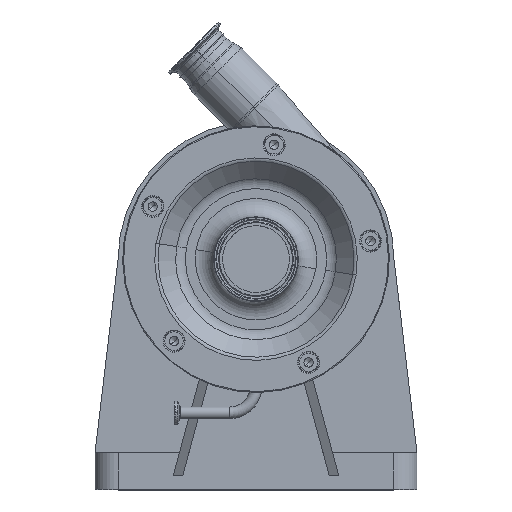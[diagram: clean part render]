
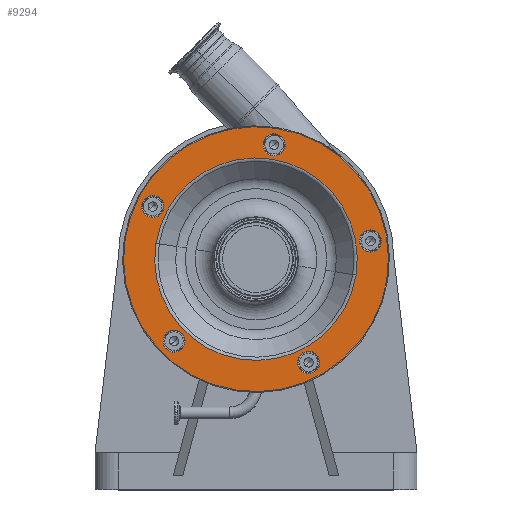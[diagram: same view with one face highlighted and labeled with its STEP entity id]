
A CAD part, top view. The second image highlights one B-rep face of the part: STEP entity #9294.
In plain terms, the highlighted planar face has unit normal (0, 0, 1).
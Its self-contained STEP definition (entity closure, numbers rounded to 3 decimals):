
#56 = ORIENTED_EDGE ( 'NONE', *, *, #8895, .F. ) ;
#59 = CARTESIAN_POINT ( 'NONE',  ( -100.948, -87.218, 294.5 ) ) ;
#71 = VERTEX_POINT ( 'NONE', #552 ) ;
#226 = DIRECTION ( 'NONE',  ( 0., 0., 1. ) ) ;
#552 = CARTESIAN_POINT ( 'NONE',  ( 69.055, -114.144, 294.5 ) ) ;
#645 = DIRECTION ( 'NONE',  ( 0., 0., 1. ) ) ;
#1073 = EDGE_CURVE ( 'NONE', #10015, #15933, #3603, .T. ) ;
#1267 = FACE_BOUND ( 'NONE', #14816, .T. ) ;
#1408 = AXIS2_PLACEMENT_3D ( 'NONE', #3795, #13407, #15365 ) ;
#1696 = DIRECTION ( 'NONE',  ( 0., 0., 1. ) ) ;
#1769 = AXIS2_PLACEMENT_3D ( 'NONE', #9600, #1696, #8304 ) ;
#2119 = CARTESIAN_POINT ( 'NONE',  ( -142.227, 22.527, 294.5 ) ) ;
#2329 = EDGE_LOOP ( 'NONE', ( #18661, #14753 ) ) ;
#2891 = VERTEX_POINT ( 'NONE', #11361 ) ;
#3126 = CIRCLE ( 'NONE', #20740, 12. ) ;
#3147 = DIRECTION ( 'NONE',  ( 0., 0., 1. ) ) ;
#3603 = CIRCLE ( 'NONE', #6070, 12. ) ;
#3706 = DIRECTION ( 'NONE',  ( 0., 0., 1. ) ) ;
#3795 = CARTESIAN_POINT ( 'NONE',  ( -112.267, 57.203, 294.5 ) ) ;
#3863 = DIRECTION ( 'NONE',  ( 0., 0., 1. ) ) ;
#3894 = CIRCLE ( 'NONE', #15279, 12. ) ;
#4506 = DIRECTION ( 'NONE',  ( 0., 0., -1. ) ) ;
#4566 = CARTESIAN_POINT ( 'NONE',  ( 108.716, -17.219, 294.5 ) ) ;
#5232 = CIRCLE ( 'NONE', #17300, 110.071 ) ;
#5266 = VERTEX_POINT ( 'NONE', #59 ) ;
#5787 = CARTESIAN_POINT ( 'NONE',  ( -100.415, 55.326, 294.5 ) ) ;
#5836 = CARTESIAN_POINT ( 'NONE',  ( 22.527, 142.227, 294.5 ) ) ;
#5876 = DIRECTION ( 'NONE',  ( 0., 0., 1. ) ) ;
#5987 = DIRECTION ( 'NONE',  ( 0., 0., 1. ) ) ;
#6070 = AXIS2_PLACEMENT_3D ( 'NONE', #13299, #3147, #6836 ) ;
#6149 = DIRECTION ( 'NONE',  ( 0.988, -0.156, 0. ) ) ;
#6446 = VERTEX_POINT ( 'NONE', #19963 ) ;
#6836 = DIRECTION ( 'NONE',  ( 0.988, -0.156, 0. ) ) ;
#6842 = DIRECTION ( 'NONE',  ( 0.988, -0.156, 0. ) ) ;
#6905 = CARTESIAN_POINT ( 'NONE',  ( 0., 0., 294.5 ) ) ;
#7315 = EDGE_LOOP ( 'NONE', ( #56, #16614 ) ) ;
#7352 = CARTESIAN_POINT ( 'NONE',  ( -89.095, -89.095, 294.5 ) ) ;
#7384 = AXIS2_PLACEMENT_3D ( 'NONE', #7405, #5987, #19052 ) ;
#7405 = CARTESIAN_POINT ( 'NONE',  ( 0., 0., 294.5 ) ) ;
#7573 = AXIS2_PLACEMENT_3D ( 'NONE', #8062, #21234, #19599 ) ;
#7631 = EDGE_CURVE ( 'NONE', #9826, #16353, #18678, .T. ) ;
#7683 = EDGE_LOOP ( 'NONE', ( #12879, #17209 ) ) ;
#7710 = CARTESIAN_POINT ( 'NONE',  ( 0., 0., 294.5 ) ) ;
#7878 = FACE_BOUND ( 'NONE', #9687, .T. ) ;
#8043 = CARTESIAN_POINT ( 'NONE',  ( 19.711, 124.449, 294.5 ) ) ;
#8062 = CARTESIAN_POINT ( 'NONE',  ( 124.449, 19.711, 294.5 ) ) ;
#8304 = DIRECTION ( 'NONE',  ( 0.988, -0.156, 0. ) ) ;
#8658 = CIRCLE ( 'NONE', #12772, 12. ) ;
#8730 = DIRECTION ( 'NONE',  ( 0., 0., 1. ) ) ;
#8895 = EDGE_CURVE ( 'NONE', #71, #10596, #8658, .T. ) ;
#9086 = CIRCLE ( 'NONE', #7384, 144. ) ;
#9294 = ADVANCED_FACE ( 'NONE', ( #20631, #12713, #1267, #7878, #19319, #12824, #14127 ), #14441, .F. ) ;
#9356 = AXIS2_PLACEMENT_3D ( 'NONE', #8043, #226, #6842 ) ;
#9391 = EDGE_CURVE ( 'NONE', #6446, #5266, #16258, .T. ) ;
#9600 = CARTESIAN_POINT ( 'NONE',  ( -89.095, -89.095, 294.5 ) ) ;
#9687 = EDGE_LOOP ( 'NONE', ( #20209, #19353 ) ) ;
#9820 = CIRCLE ( 'NONE', #20183, 144. ) ;
#9826 = VERTEX_POINT ( 'NONE', #16778 ) ;
#10015 = VERTEX_POINT ( 'NONE', #5787 ) ;
#10083 = ORIENTED_EDGE ( 'NONE', *, *, #16155, .F. ) ;
#10111 = ORIENTED_EDGE ( 'NONE', *, *, #14419, .F. ) ;
#10166 = CIRCLE ( 'NONE', #13956, 12. ) ;
#10237 = DIRECTION ( 'NONE',  ( 0.988, -0.156, 0. ) ) ;
#10320 = AXIS2_PLACEMENT_3D ( 'NONE', #7710, #5876, #12752 ) ;
#10398 = CIRCLE ( 'NONE', #1408, 12. ) ;
#10440 = CARTESIAN_POINT ( 'NONE',  ( -124.119, 59.08, 294.5 ) ) ;
#10546 = CARTESIAN_POINT ( 'NONE',  ( 19.711, 124.449, 294.5 ) ) ;
#10596 = VERTEX_POINT ( 'NONE', #12744 ) ;
#10661 = CIRCLE ( 'NONE', #10320, 110.071 ) ;
#11109 = DIRECTION ( 'NONE',  ( -0.988, 0.156, 0. ) ) ;
#11181 = EDGE_CURVE ( 'NONE', #15933, #10015, #10398, .T. ) ;
#11361 = CARTESIAN_POINT ( 'NONE',  ( 136.301, 17.834, 294.5 ) ) ;
#12077 = EDGE_LOOP ( 'NONE', ( #18714, #16800 ) ) ;
#12245 = VERTEX_POINT ( 'NONE', #4566 ) ;
#12338 = CARTESIAN_POINT ( 'NONE',  ( 31.563, 122.572, 294.5 ) ) ;
#12409 = CARTESIAN_POINT ( 'NONE',  ( 0., 0., 294.5 ) ) ;
#12621 = VERTEX_POINT ( 'NONE', #12857 ) ;
#12713 = FACE_BOUND ( 'NONE', #7315, .T. ) ;
#12744 = CARTESIAN_POINT ( 'NONE',  ( 45.351, -110.39, 294.5 ) ) ;
#12749 = ORIENTED_EDGE ( 'NONE', *, *, #13021, .F. ) ;
#12752 = DIRECTION ( 'NONE',  ( 0.988, -0.156, 0. ) ) ;
#12772 = AXIS2_PLACEMENT_3D ( 'NONE', #18525, #3706, #16884 ) ;
#12824 = FACE_OUTER_BOUND ( 'NONE', #2329, .T. ) ;
#12857 = CARTESIAN_POINT ( 'NONE',  ( 112.596, 21.588, 294.5 ) ) ;
#12879 = ORIENTED_EDGE ( 'NONE', *, *, #1073, .F. ) ;
#13021 = EDGE_CURVE ( 'NONE', #5266, #6446, #3894, .T. ) ;
#13160 = CARTESIAN_POINT ( 'NONE',  ( 124.449, 19.711, 294.5 ) ) ;
#13258 = EDGE_CURVE ( 'NONE', #14729, #16014, #9086, .T. ) ;
#13299 = CARTESIAN_POINT ( 'NONE',  ( -112.267, 57.203, 294.5 ) ) ;
#13407 = DIRECTION ( 'NONE',  ( 0., 0., 1. ) ) ;
#13956 = AXIS2_PLACEMENT_3D ( 'NONE', #13160, #18139, #16407 ) ;
#14127 = FACE_BOUND ( 'NONE', #7683, .T. ) ;
#14213 = EDGE_CURVE ( 'NONE', #16014, #14729, #9820, .T. ) ;
#14239 = CARTESIAN_POINT ( 'NONE',  ( 57.203, -112.267, 294.5 ) ) ;
#14419 = EDGE_CURVE ( 'NONE', #2891, #12621, #10166, .T. ) ;
#14441 = PLANE ( 'NONE',  #14503 ) ;
#14503 = AXIS2_PLACEMENT_3D ( 'NONE', #5836, #4506, #11109 ) ;
#14729 = VERTEX_POINT ( 'NONE', #16478 ) ;
#14753 = ORIENTED_EDGE ( 'NONE', *, *, #14213, .T. ) ;
#14816 = EDGE_LOOP ( 'NONE', ( #21130, #12749 ) ) ;
#15279 = AXIS2_PLACEMENT_3D ( 'NONE', #7352, #3863, #20812 ) ;
#15365 = DIRECTION ( 'NONE',  ( 0.988, -0.156, 0. ) ) ;
#15612 = DIRECTION ( 'NONE',  ( 0.988, -0.156, 0. ) ) ;
#15933 = VERTEX_POINT ( 'NONE', #10440 ) ;
#15941 = EDGE_CURVE ( 'NONE', #16353, #9826, #17188, .T. ) ;
#16014 = VERTEX_POINT ( 'NONE', #2119 ) ;
#16155 = EDGE_CURVE ( 'NONE', #12621, #2891, #20343, .T. ) ;
#16258 = CIRCLE ( 'NONE', #1769, 12. ) ;
#16310 = EDGE_CURVE ( 'NONE', #18850, #12245, #10661, .T. ) ;
#16353 = VERTEX_POINT ( 'NONE', #12338 ) ;
#16407 = DIRECTION ( 'NONE',  ( 0.988, -0.156, 0. ) ) ;
#16478 = CARTESIAN_POINT ( 'NONE',  ( 142.227, -22.527, 294.5 ) ) ;
#16614 = ORIENTED_EDGE ( 'NONE', *, *, #18145, .F. ) ;
#16778 = CARTESIAN_POINT ( 'NONE',  ( 7.858, 126.326, 294.5 ) ) ;
#16800 = ORIENTED_EDGE ( 'NONE', *, *, #16310, .F. ) ;
#16884 = DIRECTION ( 'NONE',  ( 0.988, -0.156, 0. ) ) ;
#17188 = CIRCLE ( 'NONE', #19623, 12. ) ;
#17209 = ORIENTED_EDGE ( 'NONE', *, *, #11181, .F. ) ;
#17272 = CARTESIAN_POINT ( 'NONE',  ( -108.716, 17.219, 294.5 ) ) ;
#17273 = DIRECTION ( 'NONE',  ( 0.988, -0.156, 0. ) ) ;
#17300 = AXIS2_PLACEMENT_3D ( 'NONE', #6905, #19979, #10237 ) ;
#17471 = DIRECTION ( 'NONE',  ( 0., 0., 1. ) ) ;
#18139 = DIRECTION ( 'NONE',  ( 0., 0., 1. ) ) ;
#18145 = EDGE_CURVE ( 'NONE', #10596, #71, #3126, .T. ) ;
#18525 = CARTESIAN_POINT ( 'NONE',  ( 57.203, -112.267, 294.5 ) ) ;
#18661 = ORIENTED_EDGE ( 'NONE', *, *, #13258, .T. ) ;
#18678 = CIRCLE ( 'NONE', #9356, 12. ) ;
#18714 = ORIENTED_EDGE ( 'NONE', *, *, #19088, .F. ) ;
#18850 = VERTEX_POINT ( 'NONE', #17272 ) ;
#19052 = DIRECTION ( 'NONE',  ( 0.988, -0.156, 0. ) ) ;
#19088 = EDGE_CURVE ( 'NONE', #12245, #18850, #5232, .T. ) ;
#19319 = FACE_BOUND ( 'NONE', #12077, .T. ) ;
#19353 = ORIENTED_EDGE ( 'NONE', *, *, #7631, .F. ) ;
#19599 = DIRECTION ( 'NONE',  ( 0.988, -0.156, 0. ) ) ;
#19623 = AXIS2_PLACEMENT_3D ( 'NONE', #10546, #8730, #15612 ) ;
#19963 = CARTESIAN_POINT ( 'NONE',  ( -77.243, -90.973, 294.5 ) ) ;
#19979 = DIRECTION ( 'NONE',  ( 0., 0., 1. ) ) ;
#20183 = AXIS2_PLACEMENT_3D ( 'NONE', #12409, #645, #17273 ) ;
#20209 = ORIENTED_EDGE ( 'NONE', *, *, #15941, .F. ) ;
#20270 = EDGE_LOOP ( 'NONE', ( #10111, #10083 ) ) ;
#20343 = CIRCLE ( 'NONE', #7573, 12. ) ;
#20631 = FACE_BOUND ( 'NONE', #20270, .T. ) ;
#20740 = AXIS2_PLACEMENT_3D ( 'NONE', #14239, #17471, #6149 ) ;
#20812 = DIRECTION ( 'NONE',  ( 0.988, -0.156, 0. ) ) ;
#21130 = ORIENTED_EDGE ( 'NONE', *, *, #9391, .F. ) ;
#21234 = DIRECTION ( 'NONE',  ( 0., 0., 1. ) ) ;
